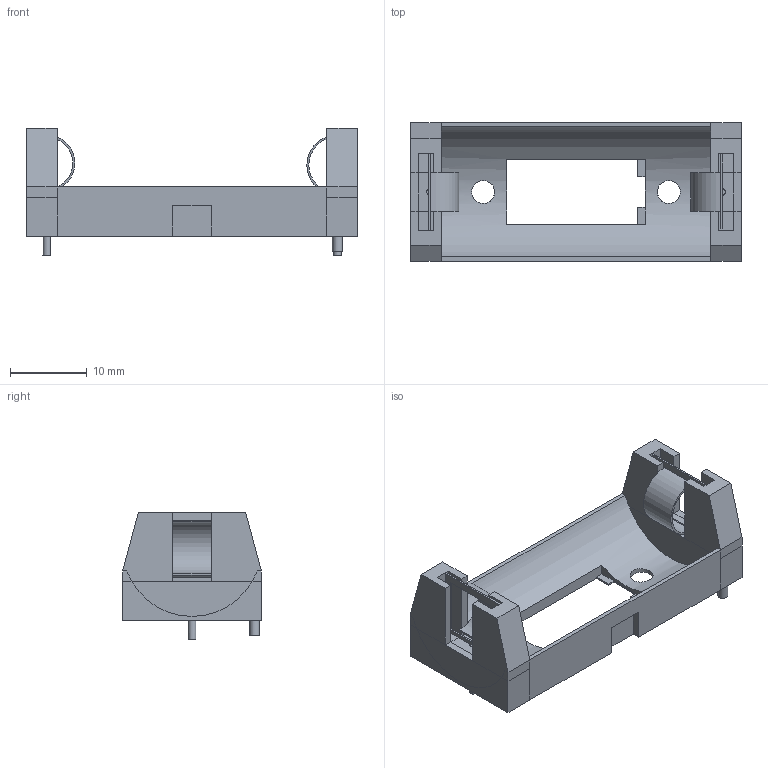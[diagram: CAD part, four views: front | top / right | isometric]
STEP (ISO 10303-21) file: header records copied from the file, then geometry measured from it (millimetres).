
FILE_DESCRIPTION(('FreeCAD Model'),'2;1');
FILE_NAME('Open CASCADE Shape Model','2023-04-04T00:35:46',('Author'),( ''),'Open CASCADE STEP processor 7.6','FreeCAD','Unknown');
FILE_SCHEMA(('AUTOMOTIVE_DESIGN { 1 0 10303 214 1 1 1 1 }'));
Length unit declared in the file: millimetre
Products named in the file (4): BatteryHolder_ELM_1xCR123A; Plastic mold; Battery contact left; Battery contact right
Assembly tree (3 placements, depth 2):
  BatteryHolder_ELM_1xCR123A
    Plastic mold
    Battery contact left
    Battery contact right
Bounding box: 43 x 18 x 16.5 mm (x, y, z)
Volume: 2717.2 mm3; surface area: 3608.4 mm2
Topology: 3 solids, 3 shells, 141 faces, 352 edges, 214 vertices
Faces by surface type: plane 129, cylinder 12
Full cylindrical faces by diameter (mm): 1 x4, 1.3 x1, 3 x2
Entity records: 4311 total; most frequent: CARTESIAN_POINT 825, ORIENTED_EDGE 704, DIRECTION 686, EDGE_CURVE 352, LINE 304, VECTOR 304, VERTEX_POINT 214, AXIS2_PLACEMENT_3D 191
